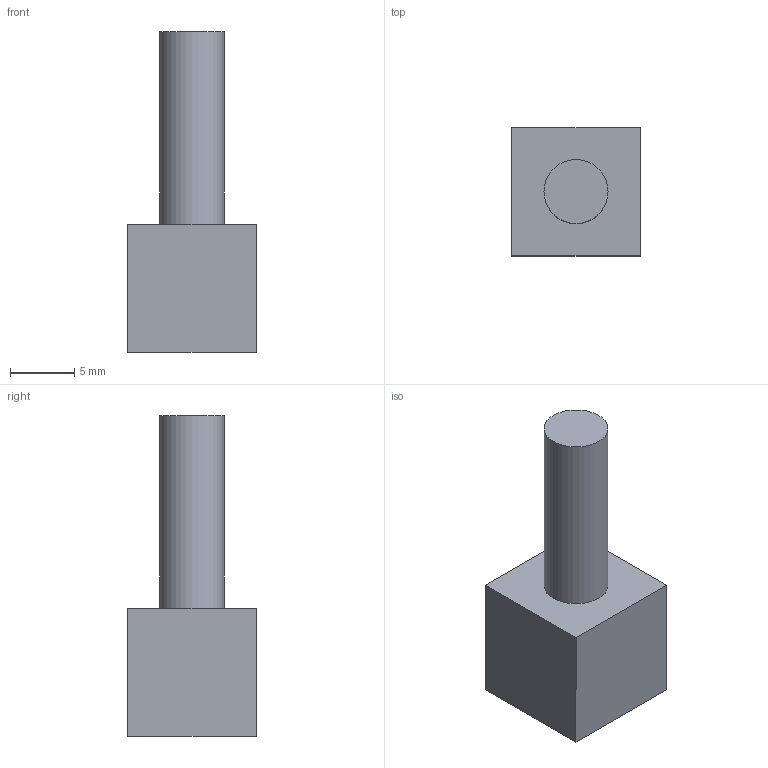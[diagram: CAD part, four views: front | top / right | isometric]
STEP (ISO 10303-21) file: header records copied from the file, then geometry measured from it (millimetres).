
FILE_DESCRIPTION(/* description */ ('','CAx-IF Rec.Pracs.---Representation and Presentation of Product Manufacturing Information (PMI)---4.0---2014-10-13'),/* implementation_level */ '2;1');
FILE_NAME(/* name */ 'test_assembly.stp',/* time_stamp */ '2024-01-31T08:47:57+01:00',/* author */ ('Adrian Pustelnik'),/* organization */ (''),/* preprocessor_version */ 'ST-DEVELOPER v20',/* originating_system */ 'Autodesk Inventor 2024',/* authorisation */ '');
FILE_SCHEMA (('AP242_MANAGED_MODEL_BASED_3D_ENGINEERING_MIM_LF { 1 0 10303 442 1 1 4 }'));
Length unit declared in the file: millimetre
Products named in the file (3): test_assembly; test_cube; test_cylinder
Assembly tree (2 placements, depth 2):
  test_assembly
    test_cube
    test_cylinder
Bounding box: 10 x 10 x 25 mm (x, y, z)
Volume: 1294.5 mm3; surface area: 874.9 mm2
Topology: 2 solids, 2 shells, 9 faces, 15 edges, 10 vertices
Faces by surface type: plane 8, cylinder 1
Full cylindrical faces by diameter (mm): 5 x1
Entity records: 552 total; most frequent: DIRECTION 99, CARTESIAN_POINT 87, AXIS2_PLACEMENT_3D 43, ORIENTED_EDGE 30, EDGE_CURVE 15, STYLED_ITEM 14, LINE 13, VECTOR 13
